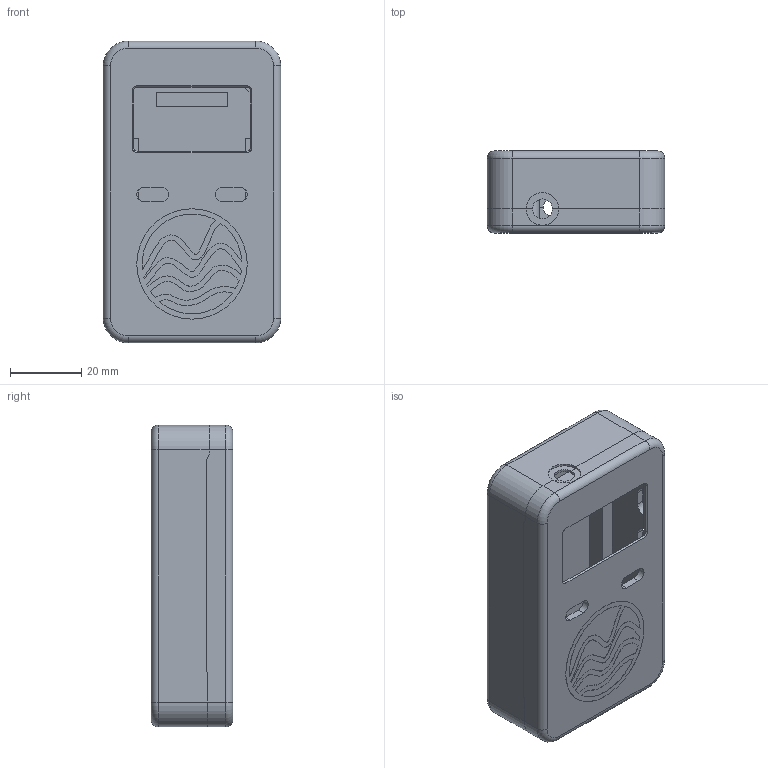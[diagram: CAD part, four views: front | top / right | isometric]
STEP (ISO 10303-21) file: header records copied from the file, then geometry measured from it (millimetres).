
FILE_DESCRIPTION (( 'STEP AP214' ), '1' );
FILE_NAME ('scout_V0_housing.STEP', '2026-03-18T10:40:28', ( '' ), ( '' ), 'SwSTEP 2.0', 'SolidWorks 2024', '' );
FILE_SCHEMA (( 'AUTOMOTIVE_DESIGN' ));
Length unit declared in the file: millimetre
Products named in the file (1): scout_V0_housing
Bounding box: 50 x 23 x 85 mm (x, y, z)
Volume: 28732.8 mm3; surface area: 28748.8 mm2
Topology: 3 solids, 3 shells, 398 faces, 1086 edges, 715 vertices
Faces by surface type: plane 156, bspline 118, cylinder 108, cone 8, torus 8
Entity records: 13395 total; most frequent: CARTESIAN_POINT 3830, ORIENTED_EDGE 2172, DIRECTION 1648, EDGE_CURVE 1086, VERTEX_POINT 715, VECTOR 614, LINE 614, AXIS2_PLACEMENT_3D 517
